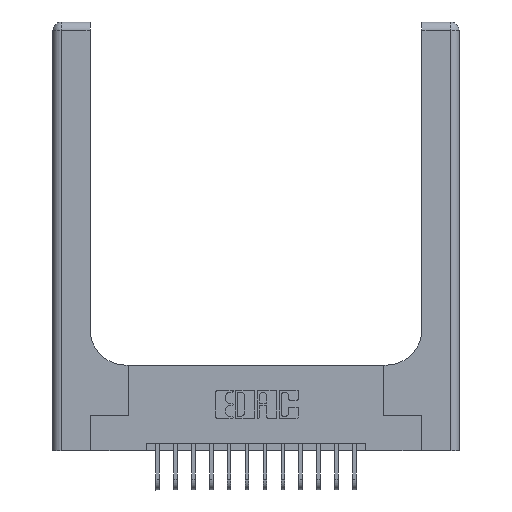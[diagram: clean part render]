
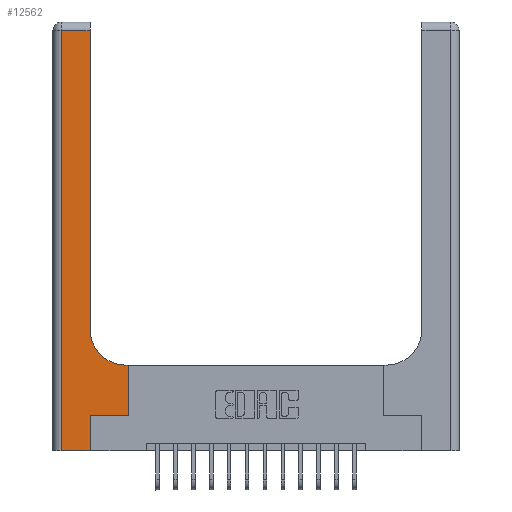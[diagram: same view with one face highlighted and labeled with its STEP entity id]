
A CAD part, top view. The second image highlights one B-rep face of the part: STEP entity #12562.
In plain terms, the highlighted planar face has unit normal (0, 0, 1).
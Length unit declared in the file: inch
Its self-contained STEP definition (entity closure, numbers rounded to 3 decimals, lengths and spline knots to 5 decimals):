
#102 = CARTESIAN_POINT ( 'NONE',  ( 0.26, 2.94, 0.37 ) ) ;
#142 = CARTESIAN_POINT ( 'NONE',  ( 0.528, 0.25, 0.37 ) ) ;
#225 = LINE ( 'NONE', #15774, #8852 ) ;
#482 = ORIENTED_EDGE ( 'NONE', *, *, #7393, .T. ) ;
#938 = DIRECTION ( 'NONE',  ( 1., 0., 0. ) ) ;
#1295 = EDGE_CURVE ( 'NONE', #17149, #3189, #2523, .T. ) ;
#1372 = DIRECTION ( 'NONE',  ( 0., -1., 0. ) ) ;
#1545 = EDGE_CURVE ( 'NONE', #3189, #7421, #8752, .T. ) ;
#1623 = CARTESIAN_POINT ( 'NONE',  ( 0.06, 2.94, 0.37 ) ) ;
#1882 = AXIS2_PLACEMENT_3D ( 'NONE', #5756, #12452, #7224 ) ;
#2116 = CARTESIAN_POINT ( 'NONE',  ( 0.26, 0.6, 0.37 ) ) ;
#2134 = CARTESIAN_POINT ( 'NONE',  ( 0.265, 0., 0.37 ) ) ;
#2523 = LINE ( 'NONE', #17107, #7441 ) ;
#2524 = VECTOR ( 'NONE', #4742, 39.37008 ) ;
#2782 = VERTEX_POINT ( 'NONE', #142 ) ;
#3074 = CARTESIAN_POINT ( 'NONE',  ( 0., 2.94, 0.37 ) ) ;
#3189 = VERTEX_POINT ( 'NONE', #6960 ) ;
#3410 = ORIENTED_EDGE ( 'NONE', *, *, #1545, .T. ) ;
#3677 = CARTESIAN_POINT ( 'NONE',  ( 0.528, 0.6, 0.37 ) ) ;
#3891 = AXIS2_PLACEMENT_3D ( 'NONE', #13753, #12549, #13666 ) ;
#3896 = EDGE_CURVE ( 'NONE', #3958, #15663, #11417, .T. ) ;
#3958 = VERTEX_POINT ( 'NONE', #3677 ) ;
#4595 = CARTESIAN_POINT ( 'NONE',  ( 0.265, 0.25, 0.37 ) ) ;
#4742 = DIRECTION ( 'NONE',  ( 0., 1., 0. ) ) ;
#5756 = CARTESIAN_POINT ( 'NONE',  ( 0.51, 0.85, 0.37 ) ) ;
#5853 = FACE_OUTER_BOUND ( 'NONE', #16775, .T. ) ;
#6581 = DIRECTION ( 'NONE',  ( 0., 1., 0. ) ) ;
#6926 = VECTOR ( 'NONE', #14709, 39.37008 ) ;
#6960 = CARTESIAN_POINT ( 'NONE',  ( 0.06, 0., 0.37 ) ) ;
#7123 = ORIENTED_EDGE ( 'NONE', *, *, #15688, .T. ) ;
#7149 = CIRCLE ( 'NONE', #1882, 0.25 ) ;
#7224 = DIRECTION ( 'NONE',  ( 1., 0., 0. ) ) ;
#7393 = EDGE_CURVE ( 'NONE', #15663, #13045, #7149, .T. ) ;
#7421 = VERTEX_POINT ( 'NONE', #9637 ) ;
#7441 = VECTOR ( 'NONE', #1372, 39.37008 ) ;
#7627 = CARTESIAN_POINT ( 'NONE',  ( 0., 0., 0.37 ) ) ;
#7732 = VERTEX_POINT ( 'NONE', #102 ) ;
#8752 = LINE ( 'NONE', #7627, #14974 ) ;
#8852 = VECTOR ( 'NONE', #15949, 39.37008 ) ;
#9361 = VECTOR ( 'NONE', #13290, 39.37008 ) ;
#9521 = DIRECTION ( 'NONE',  ( 1., 0., 0. ) ) ;
#9637 = CARTESIAN_POINT ( 'NONE',  ( 0.265, 0., 0.37 ) ) ;
#9887 = VERTEX_POINT ( 'NONE', #10450 ) ;
#10013 = EDGE_CURVE ( 'NONE', #7732, #17149, #12191, .T. ) ;
#10366 = ORIENTED_EDGE ( 'NONE', *, *, #1295, .T. ) ;
#10450 = CARTESIAN_POINT ( 'NONE',  ( 0.265, 0.25, 0.37 ) ) ;
#10578 = CARTESIAN_POINT ( 'NONE',  ( 0.26, 0.85, 0.37 ) ) ;
#10627 = EDGE_CURVE ( 'NONE', #13045, #7732, #225, .T. ) ;
#11009 = CARTESIAN_POINT ( 'NONE',  ( 0.51, 0.6, 0.37 ) ) ;
#11146 = PLANE ( 'NONE',  #3891 ) ;
#11417 = LINE ( 'NONE', #2116, #9361 ) ;
#11891 = CARTESIAN_POINT ( 'NONE',  ( 0.528, 0.25, 0.37 ) ) ;
#11959 = VECTOR ( 'NONE', #6581, 39.37008 ) ;
#12059 = EDGE_CURVE ( 'NONE', #7421, #9887, #12568, .T. ) ;
#12191 = LINE ( 'NONE', #3074, #6926 ) ;
#12452 = DIRECTION ( 'NONE',  ( 0., 0., -1. ) ) ;
#12549 = DIRECTION ( 'NONE',  ( 0., 0., -1. ) ) ;
#12562 = ADVANCED_FACE ( 'NONE', ( #5853 ), #11146, .F. ) ;
#12568 = LINE ( 'NONE', #2134, #2524 ) ;
#13045 = VERTEX_POINT ( 'NONE', #10578 ) ;
#13092 = EDGE_CURVE ( 'NONE', #2782, #3958, #13284, .T. ) ;
#13284 = LINE ( 'NONE', #11891, #11959 ) ;
#13290 = DIRECTION ( 'NONE',  ( -1., 0., 0. ) ) ;
#13666 = DIRECTION ( 'NONE',  ( -1., 0., 0. ) ) ;
#13753 = CARTESIAN_POINT ( 'NONE',  ( 0., 3., 0.37 ) ) ;
#14221 = VECTOR ( 'NONE', #9521, 39.37008 ) ;
#14332 = ORIENTED_EDGE ( 'NONE', *, *, #12059, .T. ) ;
#14685 = ORIENTED_EDGE ( 'NONE', *, *, #10627, .T. ) ;
#14709 = DIRECTION ( 'NONE',  ( -1., 0., 0. ) ) ;
#14974 = VECTOR ( 'NONE', #938, 39.37008 ) ;
#15639 = ORIENTED_EDGE ( 'NONE', *, *, #10013, .T. ) ;
#15663 = VERTEX_POINT ( 'NONE', #11009 ) ;
#15688 = EDGE_CURVE ( 'NONE', #9887, #2782, #16322, .T. ) ;
#15774 = CARTESIAN_POINT ( 'NONE',  ( 0.26, 3., 0.37 ) ) ;
#15949 = DIRECTION ( 'NONE',  ( 0., 1., 0. ) ) ;
#16322 = LINE ( 'NONE', #4595, #14221 ) ;
#16361 = ORIENTED_EDGE ( 'NONE', *, *, #3896, .T. ) ;
#16529 = ORIENTED_EDGE ( 'NONE', *, *, #13092, .T. ) ;
#16775 = EDGE_LOOP ( 'NONE', ( #14685, #15639, #10366, #3410, #14332, #7123, #16529, #16361, #482 ) ) ;
#17107 = CARTESIAN_POINT ( 'NONE',  ( 0.06, 3., 0.37 ) ) ;
#17149 = VERTEX_POINT ( 'NONE', #1623 ) ;
